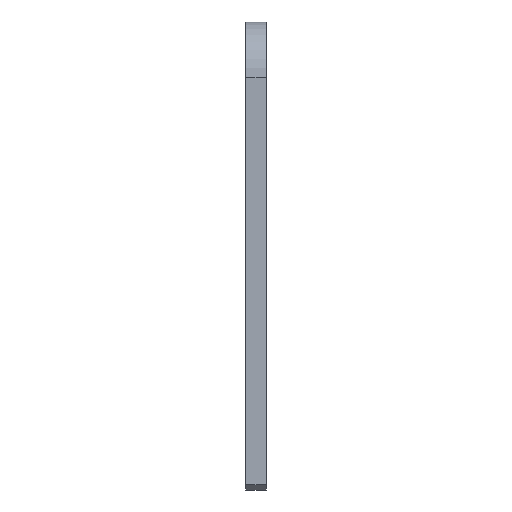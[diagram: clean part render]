
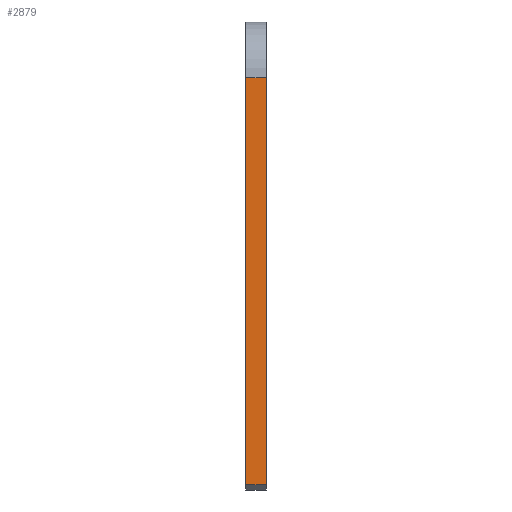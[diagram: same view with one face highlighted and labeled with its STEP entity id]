
A CAD part, left-side view. The second image highlights one B-rep face of the part: STEP entity #2879.
In plain terms, the highlighted planar face has unit normal (-1, 0, 0).
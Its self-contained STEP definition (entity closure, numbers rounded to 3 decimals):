
#46 = CARTESIAN_POINT ( 'NONE',  ( -94.5, 101.924, -362.5 ) ) ;
#130 = VERTEX_POINT ( 'NONE', #737 ) ;
#158 = VERTEX_POINT ( 'NONE', #472 ) ;
#393 = VECTOR ( 'NONE', #3120, 1000. ) ;
#399 = PLANE ( 'NONE',  #2949 ) ;
#416 = DIRECTION ( 'NONE',  ( 0., 0., 1. ) ) ;
#472 = CARTESIAN_POINT ( 'NONE',  ( -94.5, 105.924, -272. ) ) ;
#575 = ORIENTED_EDGE ( 'NONE', *, *, #1688, .T. ) ;
#737 = CARTESIAN_POINT ( 'NONE',  ( -94.5, 101.924, -352. ) ) ;
#811 = LINE ( 'NONE', #1861, #1238 ) ;
#989 = CARTESIAN_POINT ( 'NONE',  ( -94.5, 101.924, -272. ) ) ;
#1037 = DIRECTION ( 'NONE',  ( 0., 0., 1. ) ) ;
#1173 = VECTOR ( 'NONE', #2717, 1000. ) ;
#1238 = VECTOR ( 'NONE', #2866, 1000. ) ;
#1273 = EDGE_CURVE ( 'NONE', #158, #1721, #811, .T. ) ;
#1372 = ORIENTED_EDGE ( 'NONE', *, *, #2811, .T. ) ;
#1465 = CARTESIAN_POINT ( 'NONE',  ( -94.5, 105.924, -352.5 ) ) ;
#1466 = EDGE_LOOP ( 'NONE', ( #2336, #1372, #575, #2423 ) ) ;
#1528 = FACE_OUTER_BOUND ( 'NONE', #1466, .T. ) ;
#1578 = LINE ( 'NONE', #1465, #1173 ) ;
#1688 = EDGE_CURVE ( 'NONE', #130, #1721, #3189, .T. ) ;
#1719 = LINE ( 'NONE', #1902, #393 ) ;
#1721 = VERTEX_POINT ( 'NONE', #989 ) ;
#1823 = CARTESIAN_POINT ( 'NONE',  ( -94.5, 105.924, -352. ) ) ;
#1861 = CARTESIAN_POINT ( 'NONE',  ( -94.5, -96.776, -272. ) ) ;
#1902 = CARTESIAN_POINT ( 'NONE',  ( -94.5, -96.776, -352. ) ) ;
#2262 = EDGE_CURVE ( 'NONE', #158, #2627, #1578, .T. ) ;
#2336 = ORIENTED_EDGE ( 'NONE', *, *, #2262, .T. ) ;
#2393 = DIRECTION ( 'NONE',  ( -1., 0., 0. ) ) ;
#2423 = ORIENTED_EDGE ( 'NONE', *, *, #1273, .F. ) ;
#2627 = VERTEX_POINT ( 'NONE', #1823 ) ;
#2663 = CARTESIAN_POINT ( 'NONE',  ( -94.5, -96.776, -352.5 ) ) ;
#2717 = DIRECTION ( 'NONE',  ( 0., 0., -1. ) ) ;
#2811 = EDGE_CURVE ( 'NONE', #2627, #130, #1719, .T. ) ;
#2866 = DIRECTION ( 'NONE',  ( 0., -1., 0. ) ) ;
#2879 = ADVANCED_FACE ( 'NONE', ( #1528 ), #399, .T. ) ;
#2949 = AXIS2_PLACEMENT_3D ( 'NONE', #2663, #2393, #416 ) ;
#3083 = VECTOR ( 'NONE', #1037, 1000. ) ;
#3120 = DIRECTION ( 'NONE',  ( 0., -1., 0. ) ) ;
#3189 = LINE ( 'NONE', #46, #3083 ) ;
